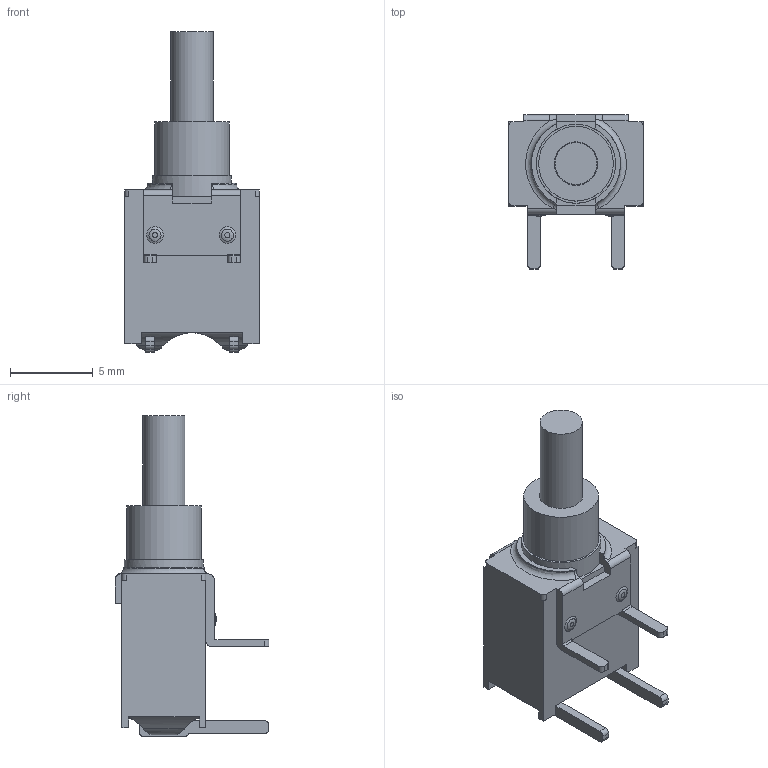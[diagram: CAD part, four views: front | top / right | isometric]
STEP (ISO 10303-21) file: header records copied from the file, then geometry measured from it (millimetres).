
FILE_DESCRIPTION((' '),'2;1');
FILE_NAME('800AWSP9M6xE.stp','2017-08-03T13:15:22',(' '),(' '),' ','ACIS',' ');
FILE_SCHEMA(('CONFIG_CONTROL_DESIGN'));
Length unit declared in the file: inch
Products named in the file (3): 800AWSP9M6xE.stp; Body1; Body2
Assembly tree (2 placements, depth 2):
  800AWSP9M6xE.stp
    Body1
    Body2
Bounding box: 8.13 x 9.3 x 19.39 mm (x, y, z)
Volume: 473.5 mm3; surface area: 548.8 mm2
Topology: 2 solids, 2 shells, 236 faces, 609 edges, 389 vertices
Faces by surface type: plane 139, cylinder 49, bspline 44, torus 2, cone 2
Full cylindrical faces by diameter (mm): 2.54 x1, 2.63 x1, 4.52 x1, 4.78 x1
Entity records: 7910 total; most frequent: CARTESIAN_POINT 2091, ORIENTED_EDGE 1198, DIRECTION 984, EDGE_CURVE 599, VECTOR 388, LINE 388, VERTEX_POINT 387, AXIS2_PLACEMENT_3D 298
